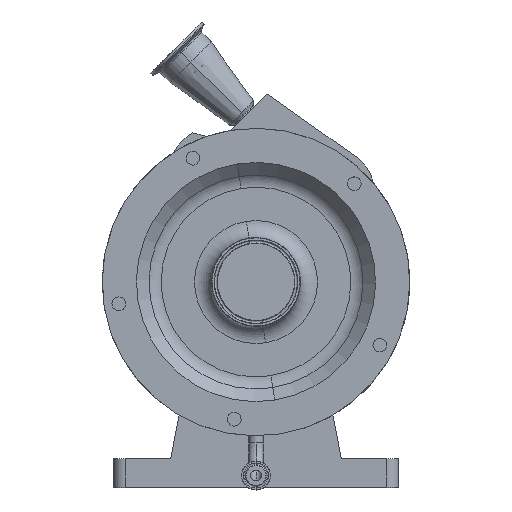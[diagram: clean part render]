
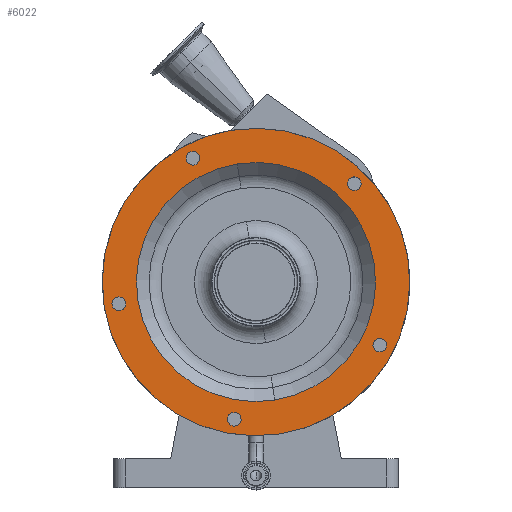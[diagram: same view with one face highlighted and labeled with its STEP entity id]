
A CAD part, top view. The second image highlights one B-rep face of the part: STEP entity #6022.
In plain terms, the highlighted planar face has unit normal (0, 0, 1).
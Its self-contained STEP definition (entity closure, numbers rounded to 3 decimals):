
#28 = VERTEX_POINT ( 'NONE', #6677 ) ;
#43 = VERTEX_POINT ( 'NONE', #6788 ) ;
#53 = EDGE_CURVE ( 'NONE', #28, #43, #6764, .T. ) ;
#58 = EDGE_CURVE ( 'NONE', #121, #75, #6802, .T. ) ;
#70 = VERTEX_POINT ( 'NONE', #6881 ) ;
#71 = VERTEX_POINT ( 'NONE', #6843 ) ;
#75 = VERTEX_POINT ( 'NONE', #6859 ) ;
#78 = EDGE_CURVE ( 'NONE', #71, #103, #6864, .T. ) ;
#79 = VERTEX_POINT ( 'NONE', #6868 ) ;
#81 = VERTEX_POINT ( 'NONE', #6858 ) ;
#82 = VERTEX_POINT ( 'NONE', #6827 ) ;
#83 = EDGE_CURVE ( 'NONE', #81, #82, #6835, .T. ) ;
#88 = EDGE_CURVE ( 'NONE', #79, #142, #6865, .T. ) ;
#98 = VERTEX_POINT ( 'NONE', #6895 ) ;
#101 = EDGE_CURVE ( 'NONE', #98, #70, #6921, .T. ) ;
#103 = VERTEX_POINT ( 'NONE', #6922 ) ;
#121 = VERTEX_POINT ( 'NONE', #6952 ) ;
#142 = VERTEX_POINT ( 'NONE', #6998 ) ;
#2526 = CIRCLE ( 'NONE', #2567, 6. ) ;
#2539 = CARTESIAN_POINT ( 'NONE',  ( 86.267, 86.267, 200. ) ) ;
#2540 = DIRECTION ( 'NONE',  ( 0.891, 0.454, 0. ) ) ;
#2541 = DIRECTION ( 'NONE',  ( 0., 0., 1. ) ) ;
#2544 = CIRCLE ( 'NONE', #2556, 6. ) ;
#2545 = AXIS2_PLACEMENT_3D ( 'NONE', #2552, #2541, #2540 ) ;
#2547 = DIRECTION ( 'NONE',  ( -0.454, -0.891, 0. ) ) ;
#2548 = DIRECTION ( 'NONE',  ( 0., 0., 1. ) ) ;
#2549 = AXIS2_PLACEMENT_3D ( 'NONE', #2563, #2548, #2547 ) ;
#2550 = CIRCLE ( 'NONE', #2549, 6. ) ;
#2552 = CARTESIAN_POINT ( 'NONE',  ( -55.387, 108.703, 200. ) ) ;
#2555 = CIRCLE ( 'NONE', #2545, 6. ) ;
#2556 = AXIS2_PLACEMENT_3D ( 'NONE', #2539, #2600, #2599 ) ;
#2563 = CARTESIAN_POINT ( 'NONE',  ( 108.703, -55.387, 200. ) ) ;
#2564 = DIRECTION ( 'NONE',  ( -0.988, 0.156, 0. ) ) ;
#2565 = DIRECTION ( 'NONE',  ( 0., 0., 1. ) ) ;
#2566 = CARTESIAN_POINT ( 'NONE',  ( -19.085, -120.498, 200. ) ) ;
#2567 = AXIS2_PLACEMENT_3D ( 'NONE', #2566, #2565, #2564 ) ;
#2599 = DIRECTION ( 'NONE',  ( 0.707, -0.707, 0. ) ) ;
#2600 = DIRECTION ( 'NONE',  ( 0., 0., 1. ) ) ;
#4259 = DIRECTION ( 'NONE',  ( -0.156, 0.988, 0. ) ) ;
#4260 = DIRECTION ( 'NONE',  ( 0., 0., 1. ) ) ;
#4267 = CIRCLE ( 'NONE', #4297, 135. ) ;
#4295 = CARTESIAN_POINT ( 'NONE',  ( 21.119, -133.338, 200. ) ) ;
#4296 = CARTESIAN_POINT ( 'NONE',  ( 0., 0., 200. ) ) ;
#4297 = AXIS2_PLACEMENT_3D ( 'NONE', #4296, #4260, #4259 ) ;
#4302 = CARTESIAN_POINT ( 'NONE',  ( -21.119, 133.338, 200. ) ) ;
#5799 = EDGE_CURVE ( 'NONE', #82, #81, #9435, .T. ) ;
#5812 = EDGE_CURVE ( 'NONE', #142, #79, #9527, .T. ) ;
#5823 = EDGE_CURVE ( 'NONE', #6697, #6719, #9518, .T. ) ;
#5824 = EDGE_LOOP ( 'NONE', ( #5830, #5902 ) ) ;
#5830 = ORIENTED_EDGE ( 'NONE', *, *, #5799, .F. ) ;
#5831 = EDGE_LOOP ( 'NONE', ( #5882, #5846 ) ) ;
#5832 = ORIENTED_EDGE ( 'NONE', *, *, #5861, .F. ) ;
#5838 = EDGE_CURVE ( 'NONE', #103, #71, #2526, .T. ) ;
#5841 = EDGE_LOOP ( 'NONE', ( #5912, #5884 ) ) ;
#5842 = EDGE_LOOP ( 'NONE', ( #5863, #5962 ) ) ;
#5846 = ORIENTED_EDGE ( 'NONE', *, *, #78, .F. ) ;
#5850 = EDGE_CURVE ( 'NONE', #75, #121, #2550, .T. ) ;
#5861 = EDGE_CURVE ( 'NONE', #43, #28, #2555, .T. ) ;
#5862 = EDGE_CURVE ( 'NONE', #70, #98, #2544, .T. ) ;
#5863 = ORIENTED_EDGE ( 'NONE', *, *, #5812, .F. ) ;
#5867 = ORIENTED_EDGE ( 'NONE', *, *, #6700, .T. ) ;
#5868 = EDGE_LOOP ( 'NONE', ( #5867, #6059 ) ) ;
#5879 = ORIENTED_EDGE ( 'NONE', *, *, #5862, .F. ) ;
#5882 = ORIENTED_EDGE ( 'NONE', *, *, #5838, .F. ) ;
#5884 = ORIENTED_EDGE ( 'NONE', *, *, #58, .F. ) ;
#5902 = ORIENTED_EDGE ( 'NONE', *, *, #83, .F. ) ;
#5912 = ORIENTED_EDGE ( 'NONE', *, *, #5850, .F. ) ;
#5955 = EDGE_LOOP ( 'NONE', ( #5832, #6012 ) ) ;
#5957 = EDGE_LOOP ( 'NONE', ( #5879, #6063 ) ) ;
#5962 = ORIENTED_EDGE ( 'NONE', *, *, #88, .F. ) ;
#6012 = ORIENTED_EDGE ( 'NONE', *, *, #53, .F. ) ;
#6022 = ADVANCED_FACE ( 'NONE', ( #7970, #7674, #7676, #7678, #7767, #7814, #7794 ), #7885, .F. ) ;
#6059 = ORIENTED_EDGE ( 'NONE', *, *, #5823, .T. ) ;
#6063 = ORIENTED_EDGE ( 'NONE', *, *, #101, .F. ) ;
#6677 = CARTESIAN_POINT ( 'NONE',  ( -60.733, 105.979, 200. ) ) ;
#6697 = VERTEX_POINT ( 'NONE', #4295 ) ;
#6700 = EDGE_CURVE ( 'NONE', #6719, #6697, #4267, .T. ) ;
#6719 = VERTEX_POINT ( 'NONE', #4302 ) ;
#6750 = DIRECTION ( 'NONE',  ( 0., 0., 1. ) ) ;
#6764 = CIRCLE ( 'NONE', #6817, 6. ) ;
#6786 = DIRECTION ( 'NONE',  ( -0.454, -0.891, 0. ) ) ;
#6787 = DIRECTION ( 'NONE',  ( 0., 0., 1. ) ) ;
#6788 = CARTESIAN_POINT ( 'NONE',  ( -50.041, 111.427, 200. ) ) ;
#6792 = CARTESIAN_POINT ( 'NONE',  ( -55.387, 108.703, 200. ) ) ;
#6797 = AXIS2_PLACEMENT_3D ( 'NONE', #6818, #6787, #6786 ) ;
#6798 = DIRECTION ( 'NONE',  ( 0.891, 0.454, 0. ) ) ;
#6802 = CIRCLE ( 'NONE', #6797, 6. ) ;
#6817 = AXIS2_PLACEMENT_3D ( 'NONE', #6792, #6750, #6798 ) ;
#6818 = CARTESIAN_POINT ( 'NONE',  ( 108.703, -55.387, 200. ) ) ;
#6827 = CARTESIAN_POINT ( 'NONE',  ( -121.437, -13.159, 200. ) ) ;
#6834 = AXIS2_PLACEMENT_3D ( 'NONE', #6876, #6875, #6874 ) ;
#6835 = CIRCLE ( 'NONE', #6851, 6. ) ;
#6843 = CARTESIAN_POINT ( 'NONE',  ( -13.159, -121.437, 200. ) ) ;
#6847 = DIRECTION ( 'NONE',  ( -0.156, 0.988, 0. ) ) ;
#6848 = DIRECTION ( 'NONE',  ( 0., 0., 1. ) ) ;
#6849 = CARTESIAN_POINT ( 'NONE',  ( -120.498, -19.085, 200. ) ) ;
#6851 = AXIS2_PLACEMENT_3D ( 'NONE', #6849, #6848, #6847 ) ;
#6858 = CARTESIAN_POINT ( 'NONE',  ( -119.559, -25.011, 200. ) ) ;
#6859 = CARTESIAN_POINT ( 'NONE',  ( 105.979, -60.733, 200. ) ) ;
#6863 = AXIS2_PLACEMENT_3D ( 'NONE', #6873, #6872, #6871 ) ;
#6864 = CIRCLE ( 'NONE', #6863, 6. ) ;
#6865 = CIRCLE ( 'NONE', #6834, 105. ) ;
#6868 = CARTESIAN_POINT ( 'NONE',  ( 16.426, -103.707, 200. ) ) ;
#6871 = DIRECTION ( 'NONE',  ( -0.988, 0.156, 0. ) ) ;
#6872 = DIRECTION ( 'NONE',  ( 0., 0., 1. ) ) ;
#6873 = CARTESIAN_POINT ( 'NONE',  ( -19.085, -120.498, 200. ) ) ;
#6874 = DIRECTION ( 'NONE',  ( -0.156, 0.988, 0. ) ) ;
#6875 = DIRECTION ( 'NONE',  ( 0., 0., 1. ) ) ;
#6876 = CARTESIAN_POINT ( 'NONE',  ( 0., 0., 200. ) ) ;
#6881 = CARTESIAN_POINT ( 'NONE',  ( 90.51, 82.024, 200. ) ) ;
#6895 = CARTESIAN_POINT ( 'NONE',  ( 82.024, 90.51, 200. ) ) ;
#6910 = DIRECTION ( 'NONE',  ( 0.707, -0.707, 0. ) ) ;
#6911 = DIRECTION ( 'NONE',  ( 0., 0., 1. ) ) ;
#6912 = CARTESIAN_POINT ( 'NONE',  ( 86.267, 86.267, 200. ) ) ;
#6916 = AXIS2_PLACEMENT_3D ( 'NONE', #6912, #6911, #6910 ) ;
#6921 = CIRCLE ( 'NONE', #6916, 6. ) ;
#6922 = CARTESIAN_POINT ( 'NONE',  ( -25.011, -119.559, 200. ) ) ;
#6952 = CARTESIAN_POINT ( 'NONE',  ( 111.427, -50.041, 200. ) ) ;
#6998 = CARTESIAN_POINT ( 'NONE',  ( -16.426, 103.707, 200. ) ) ;
#7674 = FACE_BOUND ( 'NONE', #5957, .T. ) ;
#7676 = FACE_BOUND ( 'NONE', #5841, .T. ) ;
#7678 = FACE_BOUND ( 'NONE', #5831, .T. ) ;
#7767 = FACE_BOUND ( 'NONE', #5824, .T. ) ;
#7794 = FACE_BOUND ( 'NONE', #5842, .T. ) ;
#7814 = FACE_OUTER_BOUND ( 'NONE', #5868, .T. ) ;
#7875 = DIRECTION ( 'NONE',  ( 0.156, -0.988, 0. ) ) ;
#7881 = DIRECTION ( 'NONE',  ( 0., 0., -1. ) ) ;
#7885 = PLANE ( 'NONE',  #7894 ) ;
#7887 = CARTESIAN_POINT ( 'NONE',  ( -38.52, -6.101, 200. ) ) ;
#7894 = AXIS2_PLACEMENT_3D ( 'NONE', #7887, #7881, #7875 ) ;
#7970 = FACE_BOUND ( 'NONE', #5955, .T. ) ;
#9435 = CIRCLE ( 'NONE', #9456, 6. ) ;
#9436 = DIRECTION ( 'NONE',  ( -0.156, 0.988, 0. ) ) ;
#9437 = DIRECTION ( 'NONE',  ( 0., 0., 1. ) ) ;
#9455 = CARTESIAN_POINT ( 'NONE',  ( -120.498, -19.085, 200. ) ) ;
#9456 = AXIS2_PLACEMENT_3D ( 'NONE', #9455, #9437, #9436 ) ;
#9512 = DIRECTION ( 'NONE',  ( -0.156, 0.988, 0. ) ) ;
#9513 = DIRECTION ( 'NONE',  ( 0., 0., 1. ) ) ;
#9514 = AXIS2_PLACEMENT_3D ( 'NONE', #9530, #9513, #9512 ) ;
#9516 = AXIS2_PLACEMENT_3D ( 'NONE', #9528, #9525, #9534 ) ;
#9518 = CIRCLE ( 'NONE', #9514, 135. ) ;
#9525 = DIRECTION ( 'NONE',  ( 0., 0., 1. ) ) ;
#9527 = CIRCLE ( 'NONE', #9516, 105. ) ;
#9528 = CARTESIAN_POINT ( 'NONE',  ( 0., 0., 200. ) ) ;
#9530 = CARTESIAN_POINT ( 'NONE',  ( 0., 0., 200. ) ) ;
#9534 = DIRECTION ( 'NONE',  ( -0.156, 0.988, 0. ) ) ;
